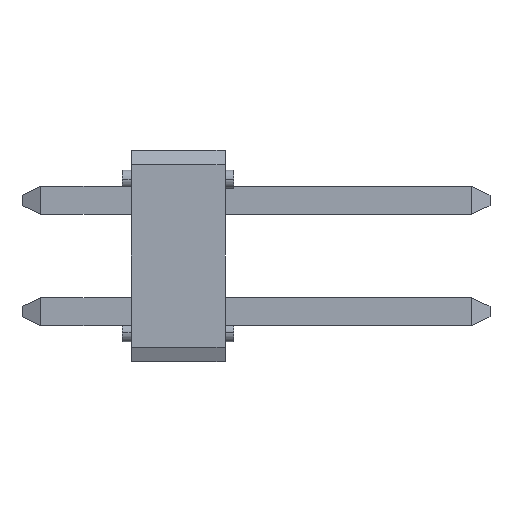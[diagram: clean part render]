
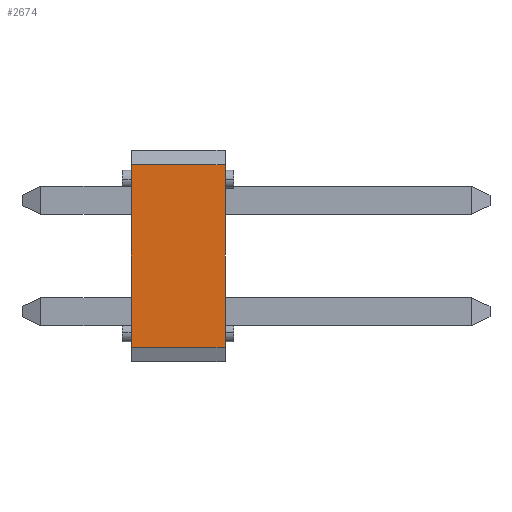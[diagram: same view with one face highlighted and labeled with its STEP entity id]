
A CAD part, front view. The second image highlights one B-rep face of the part: STEP entity #2674.
In plain terms, the highlighted planar face has unit normal (0, -1, 0).
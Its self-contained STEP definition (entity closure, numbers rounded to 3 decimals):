
#394=DIRECTION('',(1.,0.,0.));
#395=VECTOR('',#394,2.14);
#396=CARTESIAN_POINT('',(0.,-7.62,-2.075));
#397=LINE('1043',#396,#395);
#402=DIRECTION('',(0.,0.,1.));
#403=VECTOR('',#402,4.15);
#404=CARTESIAN_POINT('',(0.,-7.62,-2.075));
#405=LINE('908',#404,#403);
#406=DIRECTION('',(1.,0.,0.));
#407=VECTOR('',#406,2.14);
#408=CARTESIAN_POINT('',(0.,-7.62,2.075));
#409=LINE('1044',#408,#407);
#410=DIRECTION('',(0.,0.,-1.));
#411=VECTOR('',#410,4.15);
#412=CARTESIAN_POINT('',(2.14,-7.62,2.075));
#413=LINE('962',#412,#411);
#1940=CARTESIAN_POINT('',(0.,-7.62,2.075));
#1941=VERTEX_POINT('',#1940);
#1942=CARTESIAN_POINT('',(0.,-7.62,-2.075));
#1943=VERTEX_POINT('',#1942);
#1992=CARTESIAN_POINT('',(2.14,-7.62,-2.075));
#1993=VERTEX_POINT('',#1992);
#1994=CARTESIAN_POINT('',(2.14,-7.62,2.075));
#1995=VERTEX_POINT('',#1994);
#2661=CARTESIAN_POINT('',(1.07,-7.62,0.));
#2662=DIRECTION('',(0.,1.,0.));
#2663=DIRECTION('',(0.,0.,-1.));
#2664=AXIS2_PLACEMENT_3D('',#2661,#2662,#2663);
#2665=PLANE('1165',#2664);
#2666=ORIENTED_EDGE('1043',*,*,#2653,.F.);
#2667=ORIENTED_EDGE('908',*,*,#2473,.T.);
#2669=ORIENTED_EDGE('1044',*,*,#2668,.T.);
#2671=ORIENTED_EDGE('962',*,*,#2670,.T.);
#2672=EDGE_LOOP('1165',(#2666,#2667,#2669,#2671));
#2673=FACE_OUTER_BOUND('1165',#2672,.F.);
#2473=EDGE_CURVE('908',#1943,#1941,#405,.T.);
#2653=EDGE_CURVE('1043',#1943,#1993,#397,.T.);
#2668=EDGE_CURVE('1044',#1941,#1995,#409,.T.);
#2670=EDGE_CURVE('962',#1995,#1993,#413,.T.);
#2674=ADVANCED_FACE('1165',(#2673),#2665,.F.);
